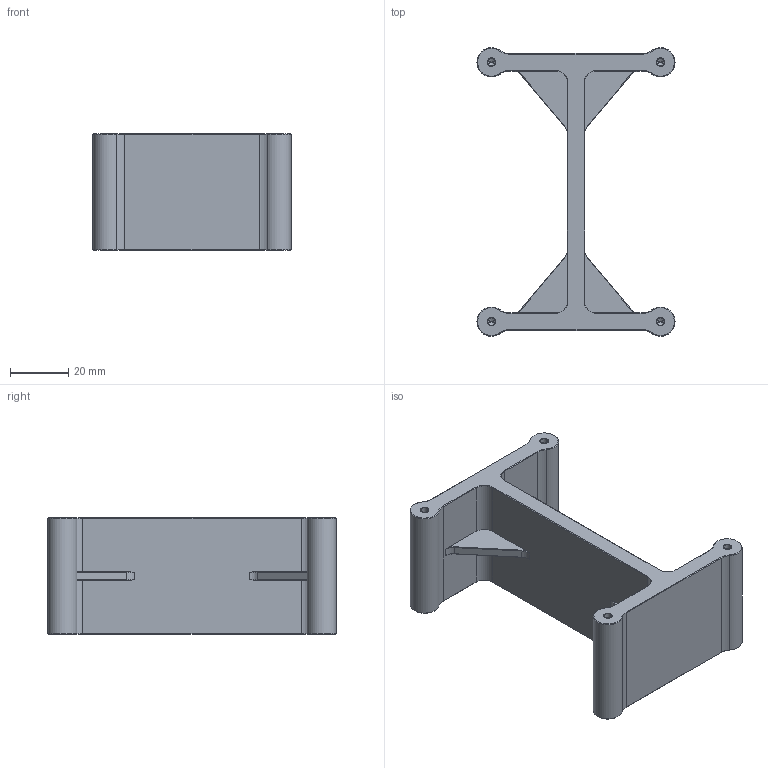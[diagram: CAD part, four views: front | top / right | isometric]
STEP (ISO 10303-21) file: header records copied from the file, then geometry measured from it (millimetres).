
FILE_DESCRIPTION((''),'2;1');
FILE_NAME('LS_JG_QX008620','2021-03-16T20:54:08',('dale.chen'),(''),'CREO PARAMETRIC BY PTC INC, 2019164','CREO PARAMETRIC BY PTC INC, 2019164','');
FILE_SCHEMA(('CONFIG_CONTROL_DESIGN','SHAPE_APPEARANCE_LAYERS_GROUPS'));
Length unit declared in the file: millimetre
Products named in the file (1): LS_JG_QX008620
Bounding box: 68 x 98.99 x 40 mm (x, y, z)
Volume: 58121.6 mm3; surface area: 22860.1 mm2
Topology: 1 solids, 9 shells, 178 faces, 440 edges, 264 vertices
Faces by surface type: cone 64, cylinder 60, plane 54
Entity records: 5551 total; most frequent: CARTESIAN_POINT 963, DIRECTION 950, ORIENTED_EDGE 816, EDGE_CURVE 424, AXIS2_PLACEMENT_3D 363, COLOUR_RGB 312, VERTEX_POINT 264, VECTOR 224
